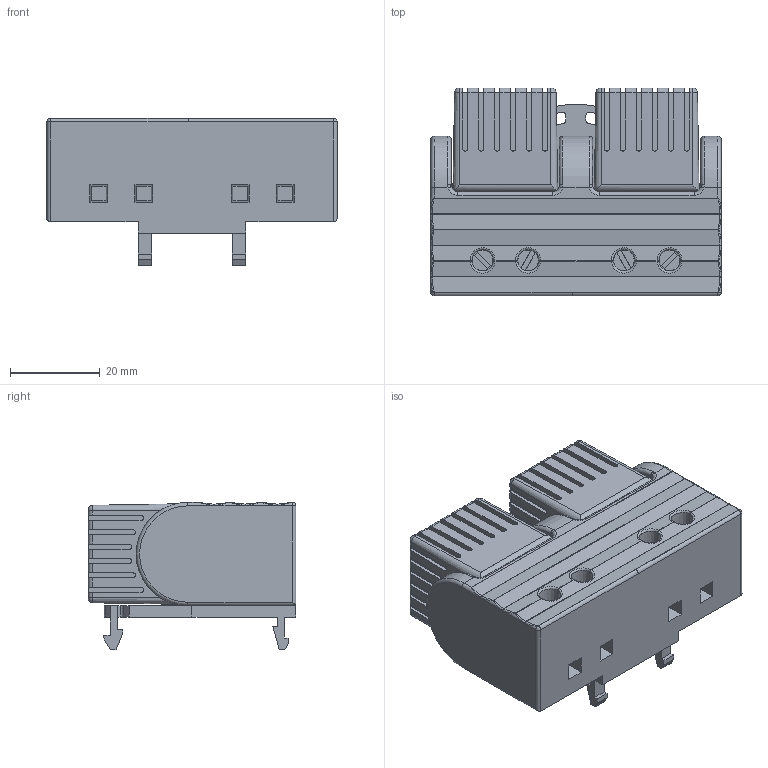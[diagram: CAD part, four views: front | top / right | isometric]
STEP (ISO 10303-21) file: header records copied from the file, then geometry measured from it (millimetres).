
FILE_DESCRIPTION (( 'STEP AP214' ), '1' );
FILE_NAME ('011630-00.STEP', '2014-06-25T15:56:28', ( '' ), ( '' ), 'SwSTEP 2.0', 'SolidWorks 2013', '' );
FILE_SCHEMA (( 'AUTOMOTIVE_DESIGN' ));
Length unit declared in the file: inch
Products named in the file (1): 011630-00
Bounding box: 64.64 x 46.25 x 32.77 mm (x, y, z)
Volume: 61936.4 mm3; surface area: 16821.3 mm2
Topology: 1 solids, 1 shells, 600 faces, 1667 edges, 1069 vertices
Faces by surface type: plane 292, cylinder 212, bspline 34, torus 26, sphere 20, cone 16
Entity records: 25178 total; most frequent: CARTESIAN_POINT 5025, ORIENTED_EDGE 3330, DIRECTION 3143, EDGE_CURVE 1665, AXIS2_PLACEMENT_3D 1087, VERTEX_POINT 1069, VECTOR 969, LINE 969
